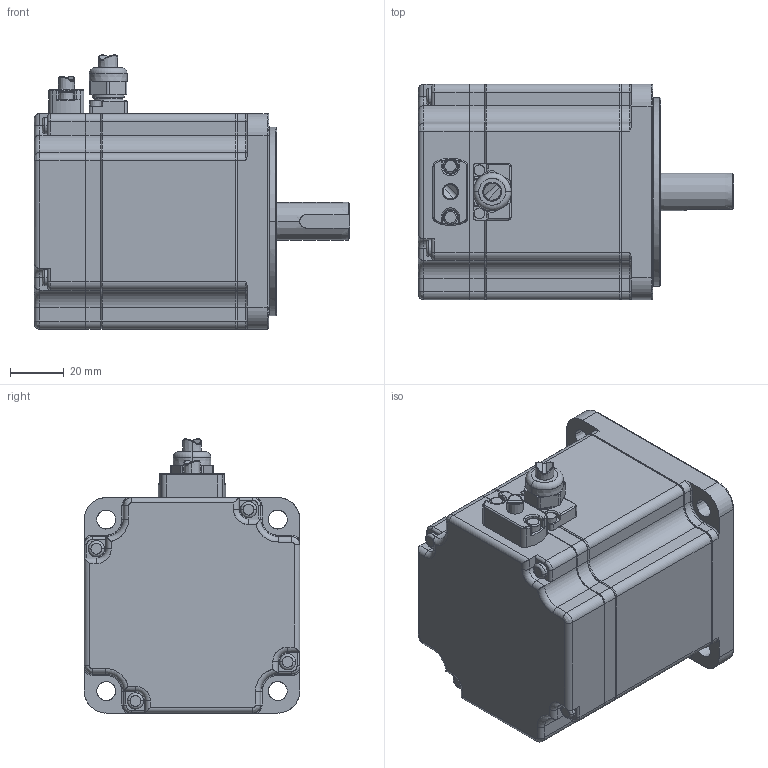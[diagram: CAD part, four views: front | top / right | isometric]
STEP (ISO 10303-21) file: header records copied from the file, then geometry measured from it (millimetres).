
FILE_DESCRIPTION((''),'2;1');
FILE_NAME('SGMPH-04A_E41D','2001-07-18T',('Douglas A. Bristow'),('Yaskawa Electric America'),'PRO/ENGINEER BY PARAMETRIC TECHNOLOGY CORPORATION, 2001090','PRO/ENGINEER BY PARAMETRIC TECHNOLOGY CORPORATION, 2001090','');
FILE_SCHEMA(('CONFIG_CONTROL_DESIGN'));
Length unit declared in the file: millimetre
Products named in the file (1): SGMPH-04A_E41D
Bounding box: 117 x 80 x 101.77 mm (x, y, z)
Surface area: 83461.9 mm2 (no closed solid volume)
Topology: 0 solids, 537 shells, 594 faces, 2652 edges, 2533 vertices
Faces by surface type: cylinder 183, plane 180, torus 126, extrusion 72, bspline 24, cone 5, sphere 4
Entity records: 34088 total; most frequent: CARTESIAN_POINT 13903, DIRECTION 3926, ORIENTED_EDGE 2761, EDGE_CURVE 2647, VERTEX_POINT 2533, AXIS2_PLACEMENT_3D 1347, VECTOR 1232, LINE 1160
